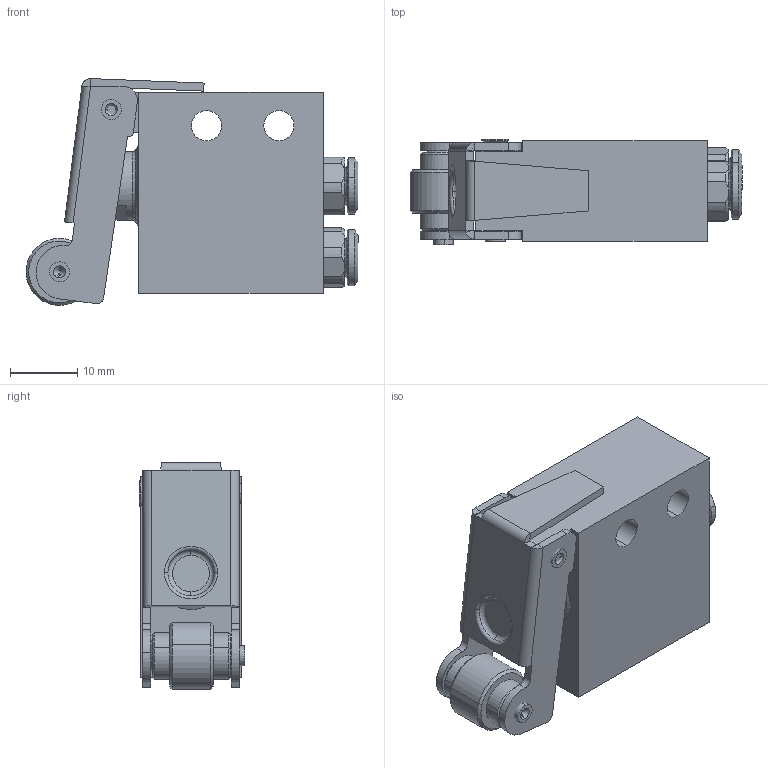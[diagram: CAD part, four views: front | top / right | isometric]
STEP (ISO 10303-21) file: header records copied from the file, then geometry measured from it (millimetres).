
FILE_DESCRIPTION (( 'STEP AP214' ), '1' );
FILE_NAME ('08_037_4.STEP', '2016-01-07T15:05:12', ( '' ), ( '' ), 'SwSTEP 2.0', 'SolidWorks 2016', '' );
FILE_SCHEMA (( 'AUTOMOTIVE_DESIGN' ));
Length unit declared in the file: millimetre
Products named in the file (1): 08_037_4
Bounding box: 49.52 x 15.7 x 33.84 mm (x, y, z)
Volume: 15705.7 mm3; surface area: 8319.9 mm2
Topology: 6 solids, 6 shells, 303 faces, 729 edges, 448 vertices
Faces by surface type: plane 103, cylinder 90, cone 66, torus 30, bspline 12, sphere 2
Entity records: 10853 total; most frequent: CARTESIAN_POINT 2197, DIRECTION 1573, ORIENTED_EDGE 1436, EDGE_CURVE 718, AXIS2_PLACEMENT_3D 627, VERTEX_POINT 445, CIRCLE 335, EDGE_LOOP 329
